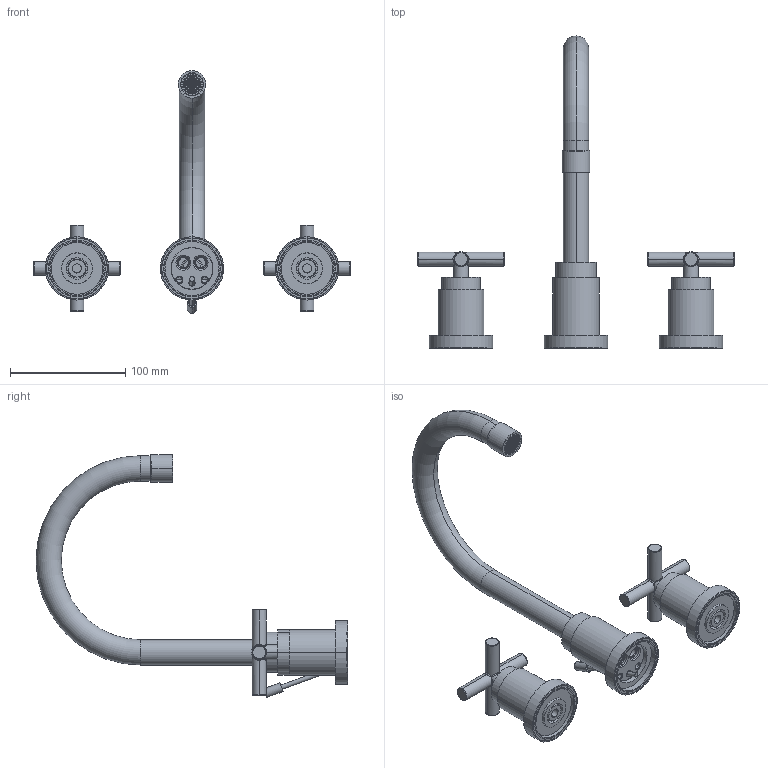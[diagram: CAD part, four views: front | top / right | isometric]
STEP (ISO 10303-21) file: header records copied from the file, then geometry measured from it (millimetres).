
FILE_DESCRIPTION((''),'2;1');
FILE_NAME('QTV055CR','2021-04-12T15:19:54',('ut3'),('PAFFONI SpA'),'CREO PARAMETRIC BY PTC INC, 2020044','CREO PARAMETRIC BY PTC INC, 2020044','');
FILE_SCHEMA(('CONFIG_CONTROL_DESIGN','SHAPE_APPEARANCE_LAYERS_GROUPS'));
Length unit declared in the file: millimetre
Products named in the file (1): QTV055CR
Bounding box: 275 x 271.2 x 211.15 mm (x, y, z)
Volume: 302980.2 mm3; surface area: 148883.2 mm2
Topology: 9 solids, 9 shells, 2474 faces, 7312 edges, 4764 vertices
Faces by surface type: plane 1914, cylinder 334, cone 112, torus 62, bspline 44, sphere 8
Entity records: 107839 total; most frequent: CARTESIAN_POINT 21620, ORIENTED_EDGE 14600, DIRECTION 13544, EDGE_CURVE 7300, VERTEX_POINT 4764, VECTOR 4540, LINE 4540, AXIS2_PLACEMENT_3D 4502
